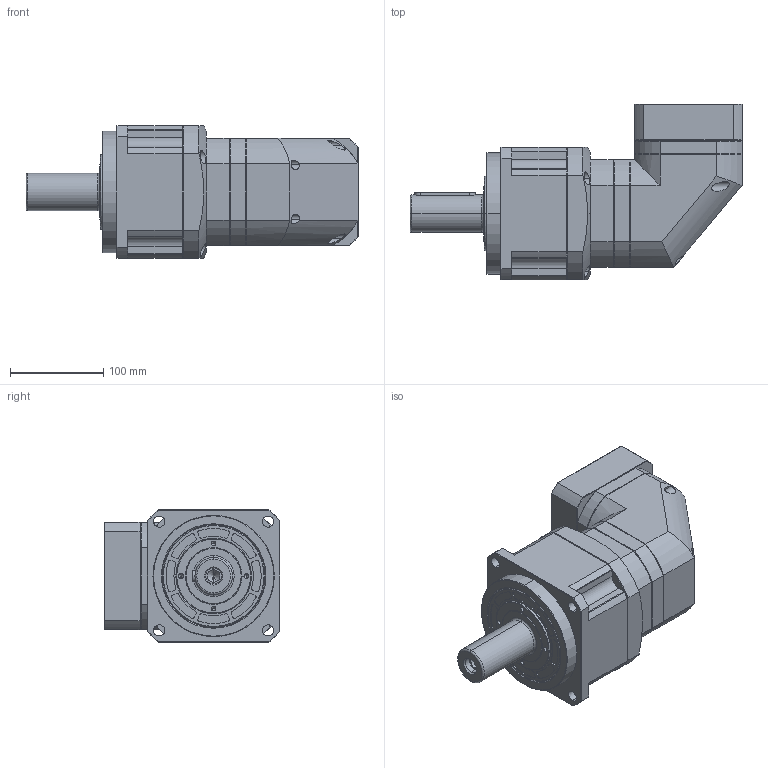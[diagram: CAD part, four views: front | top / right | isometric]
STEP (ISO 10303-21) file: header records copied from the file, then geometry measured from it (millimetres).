
FILE_DESCRIPTION((''),'2;1');
FILE_NAME('TMR142L2-95-32-62_0001_ASM','2024-06-22T14:45:44',('mayn'),(''),'CREO PARAMETRIC BY PTC INC, 2020053','CREO PARAMETRIC BY PTC INC, 2020053','');
FILE_SCHEMA(('CONFIG_CONTROL_DESIGN'));
Length unit declared in the file: millimetre
Products named in the file (17): HEXAGON_SOCKET_HEAD_CAP_S-25569; SPRING_LOCK_WASHERS--NORMAL_TYP; HEXAGON_SOCKET_HEAD_CAP_S-25446; HEXAGON_SOCKET_HEAD_CAP_S-25512; HEXAGON_SOCKET_HEAD_CAP_S-14869; TMR1150001; TMR1150002; TMR1150003; HEX_SOCKET_SET_SCREWS_WITH_FLAT; 65X55X700; TM1420002; _TM115_D95-M8-115F0001; TMR115320001; TM1420001; TMR1150004; TMR142L2-95-32-62_0002_ASM; TMR142L2-95-32-62_0001_ASM
Assembly tree (50 placements, depth 3):
  TMR142L2-95-32-62_0001_ASM
    TMR142L2-95-32-62_0002_ASM
      HEXAGON_SOCKET_HEAD_CAP_S-25569  x13
      SPRING_LOCK_WASHERS--NORMAL_TYP  x17
      HEXAGON_SOCKET_HEAD_CAP_S-25446  x2
      HEXAGON_SOCKET_HEAD_CAP_S-25512  x5
      HEXAGON_SOCKET_HEAD_CAP_S-14869  x2
      TMR1150001
      TMR1150002
      TMR1150003
      HEX_SOCKET_SET_SCREWS_WITH_FLAT
      65X55X700
      TM1420002
      _TM115_D95-M8-115F0001
      TMR115320001
      TM1420001
      TMR1150004
Bounding box: 355.8 x 188.4 x 142 mm (x, y, z)
Volume: 4037544.8 mm3; surface area: 422575.6 mm2
Topology: 49 solids, 49 shells, 1522 faces, 3727 edges, 2326 vertices
Faces by surface type: plane 639, cylinder 591, cone 234, torus 58
Entity records: 29281 total; most frequent: CARTESIAN_POINT 5708, DIRECTION 5338, ORIENTED_EDGE 4586, EDGE_CURVE 2293, AXIS2_PLACEMENT_3D 2166, VERTEX_POINT 1476, CIRCLE 1138, EDGE_LOOP 1073
